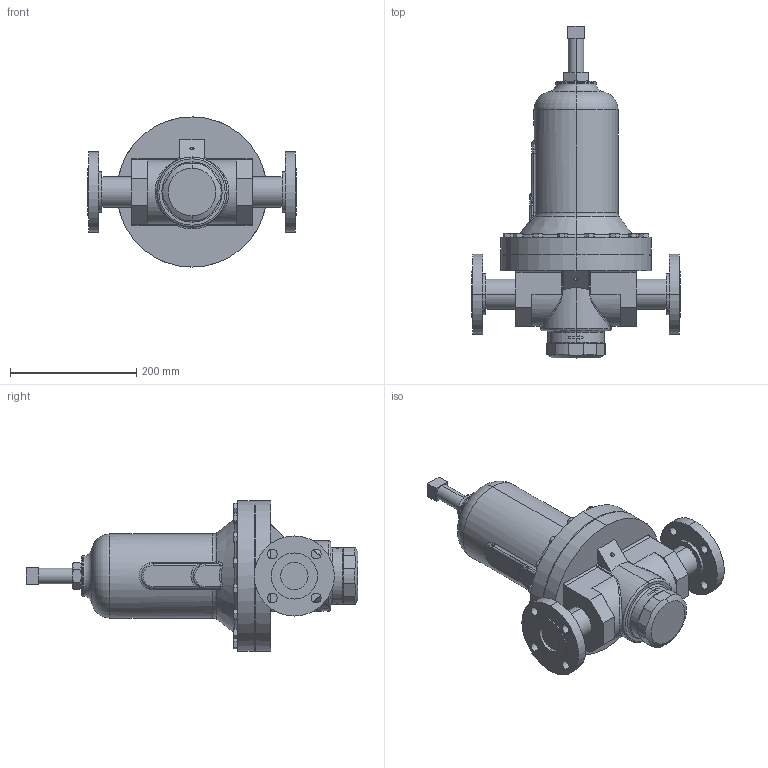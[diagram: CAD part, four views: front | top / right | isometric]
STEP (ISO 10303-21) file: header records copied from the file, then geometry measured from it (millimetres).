
FILE_DESCRIPTION (( 'STEP AP203' ), '1' );
FILE_NAME ('68G-150-DI-F5.STEP', '2017-08-21T12:40:44', ( '' ), ( '' ), 'SwSTEP 2.0', 'SolidWorks 2014', '' );
FILE_SCHEMA (( 'CONFIG_CONTROL_DESIGN' ));
Length unit declared in the file: inch
Products named in the file (1): 68G-150-DI-F5
Bounding box: 330.2 x 526.44 x 238.12 mm (x, y, z)
Volume: 8453597.8 mm3; surface area: 368309.7 mm2
Topology: 1 solids, 1 shells, 626 faces, 1546 edges, 964 vertices
Faces by surface type: plane 253, bspline 125, cone 114, cylinder 106, torus 24, sphere 4
Entity records: 43280 total; most frequent: CARTESIAN_POINT 29428, ORIENTED_EDGE 3076, DIRECTION 2483, EDGE_CURVE 1538, VERTEX_POINT 964, AXIS2_PLACEMENT_3D 931, EDGE_LOOP 692, ADVANCED_FACE 626
